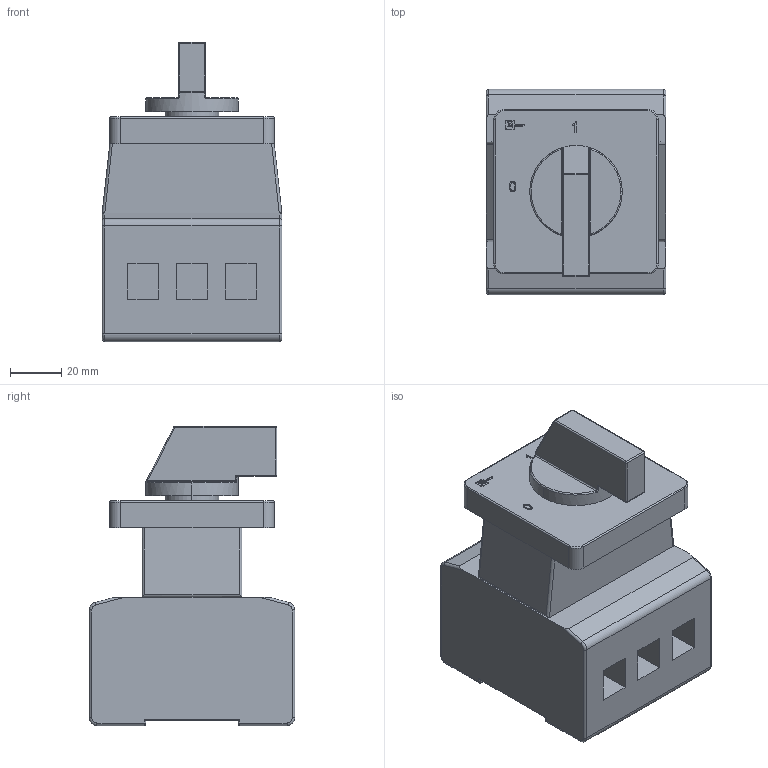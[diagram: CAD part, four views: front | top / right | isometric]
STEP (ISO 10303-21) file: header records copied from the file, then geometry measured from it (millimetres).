
FILE_DESCRIPTION (( 'STEP AP203' ), '1' );
FILE_NAME ('ﾏﾊ-2-13 100ﾀ 3ﾐ (pk-2-13-100).STEP', '2018-09-04T06:51:51', ( '' ), ( '' ), 'SwSTEP 2.0', 'SolidWorks 2017', '' );
FILE_SCHEMA (( 'CONFIG_CONTROL_DESIGN' ));
Length unit declared in the file: millimetre
Products named in the file (1): ﾏﾊ-2-13 100ﾀ 3ﾐ (pk-2-13-100)
Bounding box: 70 x 80 x 116.5 mm (x, y, z)
Volume: 384674.9 mm3; surface area: 53045.8 mm2
Topology: 2 solids, 2 shells, 399 faces, 1014 edges, 651 vertices
Faces by surface type: plane 213, cylinder 103, torus 43, bspline 34, sphere 6
Entity records: 13508 total; most frequent: CARTESIAN_POINT 3982, ORIENTED_EDGE 2020, DIRECTION 1874, EDGE_CURVE 1010, VERTEX_POINT 651, AXIS2_PLACEMENT_3D 639, LINE 596, VECTOR 596
